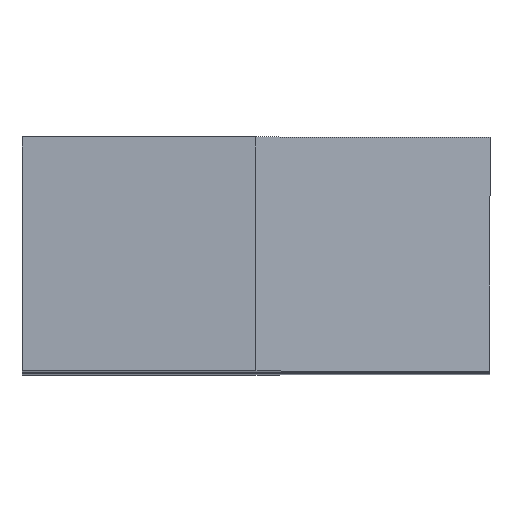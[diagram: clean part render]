
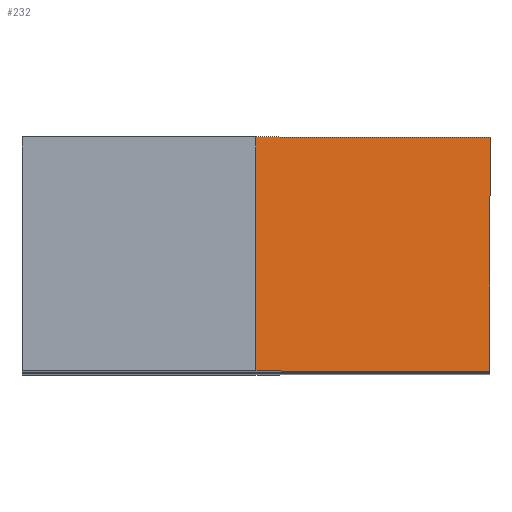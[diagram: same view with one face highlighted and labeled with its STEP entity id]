
A CAD part, top view. The second image highlights one B-rep face of the part: STEP entity #232.
In plain terms, the highlighted planar face has unit normal (0.707, 0, 0.707).
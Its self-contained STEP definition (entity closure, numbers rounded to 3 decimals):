
#23=PLANE('',#269);
#36=FACE_OUTER_BOUND('',#50,.T.);
#50=EDGE_LOOP('',(#193,#194,#195,#196));
#74=LINE('',#378,#100);
#75=LINE('',#380,#101);
#76=LINE('',#382,#102);
#77=LINE('',#383,#103);
#100=VECTOR('',#313,1.);
#101=VECTOR('',#314,1.);
#102=VECTOR('',#315,1.);
#103=VECTOR('',#316,1.);
#123=VERTEX_POINT('',#376);
#124=VERTEX_POINT('',#377);
#125=VERTEX_POINT('',#379);
#126=VERTEX_POINT('',#381);
#148=EDGE_CURVE('',#123,#124,#74,.T.);
#149=EDGE_CURVE('',#124,#125,#75,.T.);
#150=EDGE_CURVE('',#125,#126,#76,.T.);
#151=EDGE_CURVE('',#123,#126,#77,.T.);
#193=ORIENTED_EDGE('',*,*,#148,.T.);
#194=ORIENTED_EDGE('',*,*,#149,.T.);
#195=ORIENTED_EDGE('',*,*,#150,.T.);
#196=ORIENTED_EDGE('',*,*,#151,.F.);
#232=ADVANCED_FACE('',(#36),#23,.F.);
#269=AXIS2_PLACEMENT_3D('',#375,#311,#312);
#311=DIRECTION('center_axis',(-0.707,0.,-0.707));
#312=DIRECTION('ref_axis',(-0.707,0.,0.707));
#313=DIRECTION('',(-0.707,0.,0.707));
#314=DIRECTION('',(0.,-1.,0.));
#315=DIRECTION('',(0.707,0.,-0.707));
#316=DIRECTION('',(0.,-1.,0.));
#375=CARTESIAN_POINT('Origin',(-25.4,254.,254.));
#376=CARTESIAN_POINT('',(0.,25.4,228.6));
#377=CARTESIAN_POINT('',(-25.4,25.4,254.));
#378=CARTESIAN_POINT('',(-38.1,25.4,266.7));
#379=CARTESIAN_POINT('',(-25.4,0.,254.));
#380=CARTESIAN_POINT('',(-25.4,254.,254.));
#381=CARTESIAN_POINT('',(0.,0.,228.6));
#382=CARTESIAN_POINT('',(-25.4,0.,254.));
#383=CARTESIAN_POINT('',(0.,254.,228.6));
